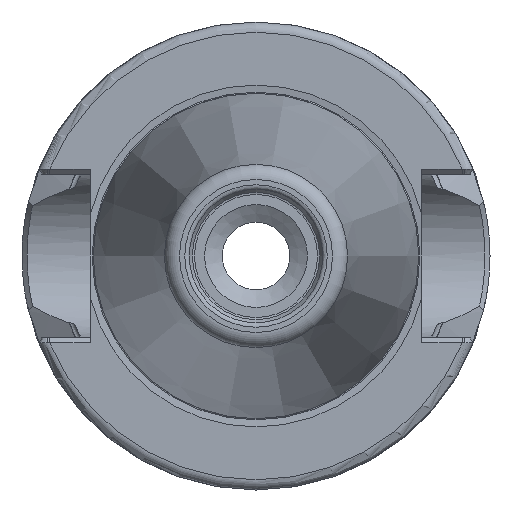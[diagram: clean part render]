
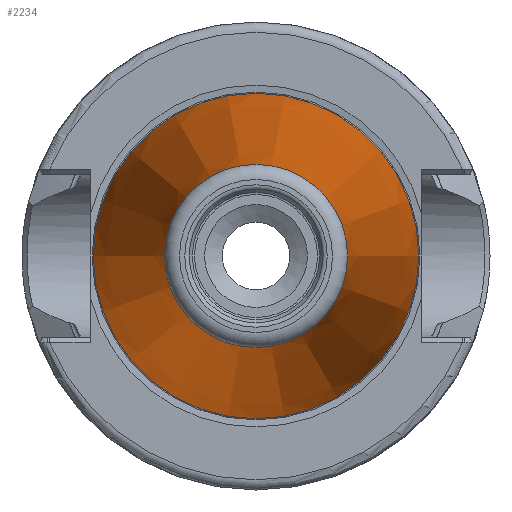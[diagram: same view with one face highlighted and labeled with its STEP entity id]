
A CAD part, left-side view. The second image highlights one B-rep face of the part: STEP entity #2234.
In plain terms, the highlighted conical face has half-angle 8.297 degrees and reference radius 12.502 mm.
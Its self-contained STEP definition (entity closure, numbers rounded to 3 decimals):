
#111=CONICAL_SURFACE('',#2467,12.502,0.145);
#277=FACE_OUTER_BOUND('',#402,.T.);
#402=EDGE_LOOP('',(#1872,#1873,#1874,#1875,#1876,#1877,#1878));
#517=LINE('',#4404,#615);
#615=VECTOR('',#2998,12.502);
#747=CIRCLE('',#2463,9.004);
#748=CIRCLE('',#2464,9.004);
#749=CIRCLE('',#2465,9.004);
#751=CIRCLE('',#2468,15.999);
#752=CIRCLE('',#2469,15.999);
#981=VERTEX_POINT('',#4392);
#982=VERTEX_POINT('',#4393);
#983=VERTEX_POINT('',#4395);
#984=VERTEX_POINT('',#4400);
#985=VERTEX_POINT('',#4401);
#1296=EDGE_CURVE('',#981,#982,#747,.T.);
#1297=EDGE_CURVE('',#983,#981,#748,.T.);
#1298=EDGE_CURVE('',#982,#983,#749,.T.);
#1300=EDGE_CURVE('',#984,#985,#751,.T.);
#1301=EDGE_CURVE('',#985,#984,#752,.T.);
#1302=EDGE_CURVE('',#985,#983,#517,.T.);
#1872=ORIENTED_EDGE('',*,*,#1300,.F.);
#1873=ORIENTED_EDGE('',*,*,#1301,.F.);
#1874=ORIENTED_EDGE('',*,*,#1302,.T.);
#1875=ORIENTED_EDGE('',*,*,#1297,.T.);
#1876=ORIENTED_EDGE('',*,*,#1296,.T.);
#1877=ORIENTED_EDGE('',*,*,#1298,.T.);
#1878=ORIENTED_EDGE('',*,*,#1302,.F.);
#2234=ADVANCED_FACE('',(#277),#111,.T.);
#2463=AXIS2_PLACEMENT_3D('',#4394,#2984,#2985);
#2464=AXIS2_PLACEMENT_3D('',#4396,#2986,#2987);
#2465=AXIS2_PLACEMENT_3D('',#4397,#2988,#2989);
#2467=AXIS2_PLACEMENT_3D('',#4399,#2992,#2993);
#2468=AXIS2_PLACEMENT_3D('',#4402,#2994,#2995);
#2469=AXIS2_PLACEMENT_3D('',#4403,#2996,#2997);
#2984=DIRECTION('center_axis',(1.,0.,0.));
#2985=DIRECTION('ref_axis',(0.,0.,-1.));
#2986=DIRECTION('center_axis',(1.,0.,0.));
#2987=DIRECTION('ref_axis',(0.,0.,-1.));
#2988=DIRECTION('center_axis',(1.,0.,0.));
#2989=DIRECTION('ref_axis',(0.,0.,-1.));
#2992=DIRECTION('center_axis',(1.,0.,0.));
#2993=DIRECTION('ref_axis',(0.,1.,0.));
#2994=DIRECTION('center_axis',(1.,0.,0.));
#2995=DIRECTION('ref_axis',(0.,0.,-1.));
#2996=DIRECTION('center_axis',(1.,0.,0.));
#2997=DIRECTION('ref_axis',(0.,0.,-1.));
#2998=DIRECTION('',(-0.99,0.144,0.));
#4392=CARTESIAN_POINT('',(-47.116,9.004,0.));
#4393=CARTESIAN_POINT('',(-47.116,0.,9.004));
#4394=CARTESIAN_POINT('Origin',(-47.116,0.,
0.));
#4395=CARTESIAN_POINT('',(-47.116,-9.004,0.));
#4396=CARTESIAN_POINT('Origin',(-47.116,0.,
0.));
#4397=CARTESIAN_POINT('Origin',(-47.116,0.,
0.));
#4399=CARTESIAN_POINT('Origin',(-23.132,0.,
0.));
#4400=CARTESIAN_POINT('',(0.852,15.999,0.));
#4401=CARTESIAN_POINT('',(0.852,-15.999,0.));
#4402=CARTESIAN_POINT('Origin',(0.852,0.,
0.));
#4403=CARTESIAN_POINT('Origin',(0.852,0.,
0.));
#4404=CARTESIAN_POINT('',(-23.132,-12.502,0.));
